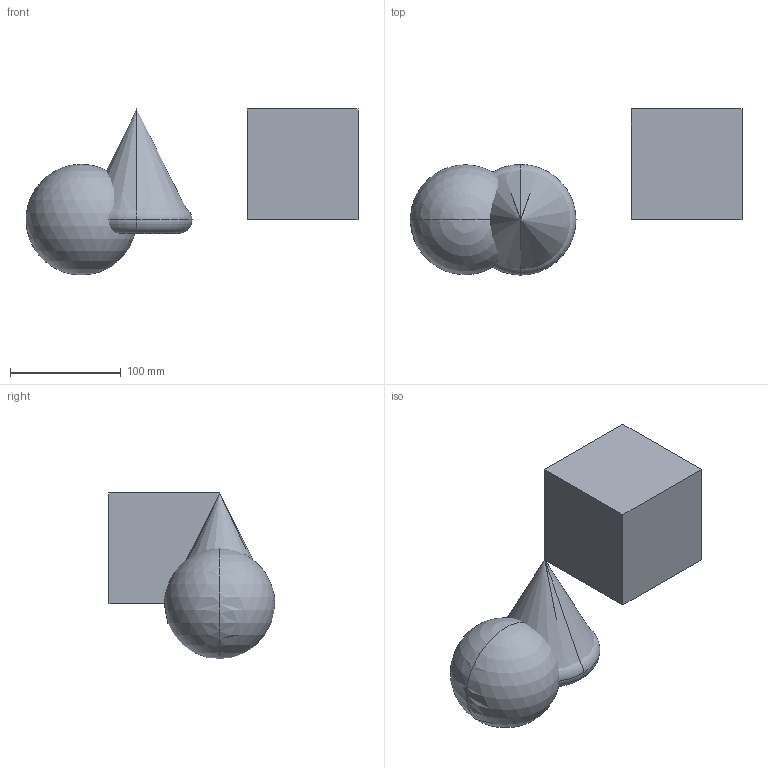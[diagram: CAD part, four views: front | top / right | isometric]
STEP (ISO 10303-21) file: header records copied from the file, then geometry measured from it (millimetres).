
FILE_DESCRIPTION((''), '1');
FILE_NAME('PR1CT_LAY ', '1996-10-22T17:36:08+02:00', (''), (''), 'CATIA.STEP INTERFACE', 'CATIA SOLUTIONS V4 RELEASE 1.7 FR 4.1.7', '');
FILE_SCHEMA(('AUTOMOTIVE_DESIGN_CC2'));
Length unit declared in the file: millimetre
Products named in the file (3): *MASTER; TORUS; CONE
Bounding box: 300 x 150 x 150 mm (x, y, z)
Volume: 1901057.6 mm3; surface area: 135337.5 mm2
Topology: 4 solids, 4 shells, 15 faces, 32 edges, 17 vertices
Faces by surface type: plane 7, torus 4, sphere 2, cone 2
Entity records: 414 total; most frequent: DIRECTION 70, CARTESIAN_POINT 59, ORIENTED_EDGE 52, AXIS2_PLACEMENT_3D 28, EDGE_CURVE 26, VERTEX_POINT 17, EDGE_LOOP 15, FACE_OUTER_BOUND 15
